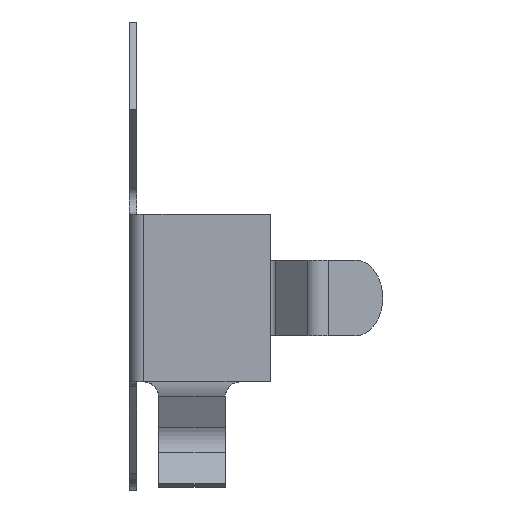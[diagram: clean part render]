
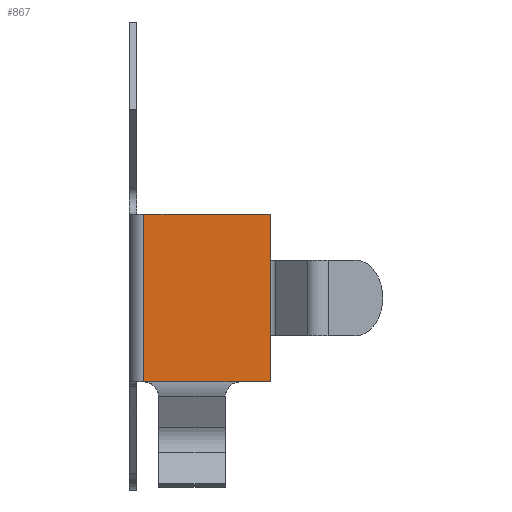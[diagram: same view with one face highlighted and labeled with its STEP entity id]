
A CAD part, left-side view. The second image highlights one B-rep face of the part: STEP entity #867.
In plain terms, the highlighted planar face has unit normal (-1, 0, 0).
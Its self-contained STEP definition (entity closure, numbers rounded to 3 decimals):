
#194 = VERTEX_POINT('',#195);
#195 = CARTESIAN_POINT('',(-5.309,-0.152,2.258));
#504 = EDGE_CURVE('',#194,#505,#507,.T.);
#505 = VERTEX_POINT('',#506);
#506 = CARTESIAN_POINT('',(-5.309,-0.152,5.763));
#507 = LINE('',#508,#509);
#508 = CARTESIAN_POINT('',(-5.309,-0.152,5.763));
#509 = VECTOR('',#510,1.);
#510 = DIRECTION('',(0.,0.,1.));
#559 = EDGE_CURVE('',#560,#562,#564,.T.);
#560 = VERTEX_POINT('',#561);
#561 = CARTESIAN_POINT('',(-5.309,-2.794,2.258));
#562 = VERTEX_POINT('',#563);
#563 = CARTESIAN_POINT('',(-5.309,-2.159,2.258));
#564 = LINE('',#565,#566);
#565 = CARTESIAN_POINT('',(-5.309,0.,2.258));
#566 = VECTOR('',#567,1.);
#567 = DIRECTION('',(0.,1.,0.));
#627 = EDGE_CURVE('',#628,#630,#632,.T.);
#628 = VERTEX_POINT('',#629);
#629 = CARTESIAN_POINT('',(-5.309,-2.794,5.763));
#630 = VERTEX_POINT('',#631);
#631 = CARTESIAN_POINT('',(-5.309,-2.794,4.798));
#632 = LINE('',#633,#634);
#633 = CARTESIAN_POINT('',(-5.309,-2.794,2.258));
#634 = VECTOR('',#635,1.);
#635 = DIRECTION('',(-0.,-0.,-1.));
#692 = VERTEX_POINT('',#693);
#693 = CARTESIAN_POINT('',(-5.309,-2.794,3.223));
#699 = EDGE_CURVE('',#692,#560,#700,.T.);
#700 = LINE('',#701,#702);
#701 = CARTESIAN_POINT('',(-5.309,-2.794,2.258));
#702 = VECTOR('',#703,1.);
#703 = DIRECTION('',(-0.,-0.,-1.));
#867 = ADVANCED_FACE('',(#868),#892,.F.);
#868 = FACE_BOUND('',#869,.T.);
#869 = EDGE_LOOP('',(#870,#871,#877,#878,#879,#885,#886));
#870 = ORIENTED_EDGE('',*,*,#504,.F.);
#871 = ORIENTED_EDGE('',*,*,#872,.T.);
#872 = EDGE_CURVE('',#194,#562,#873,.T.);
#873 = LINE('',#874,#875);
#874 = CARTESIAN_POINT('',(-5.309,-0.457,2.258));
#875 = VECTOR('',#876,1.);
#876 = DIRECTION('',(0.,-1.,0.));
#877 = ORIENTED_EDGE('',*,*,#559,.F.);
#878 = ORIENTED_EDGE('',*,*,#699,.F.);
#879 = ORIENTED_EDGE('',*,*,#880,.F.);
#880 = EDGE_CURVE('',#630,#692,#881,.T.);
#881 = LINE('',#882,#883);
#882 = CARTESIAN_POINT('',(-5.309,-2.794,4.798));
#883 = VECTOR('',#884,1.);
#884 = DIRECTION('',(-0.,-0.,-1.));
#885 = ORIENTED_EDGE('',*,*,#627,.F.);
#886 = ORIENTED_EDGE('',*,*,#887,.F.);
#887 = EDGE_CURVE('',#505,#628,#888,.T.);
#888 = LINE('',#889,#890);
#889 = CARTESIAN_POINT('',(-5.309,-2.794,5.763));
#890 = VECTOR('',#891,1.);
#891 = DIRECTION('',(0.,-1.,-0.));
#892 = PLANE('',#893);
#893 = AXIS2_PLACEMENT_3D('',#894,#895,#896);
#894 = CARTESIAN_POINT('',(-5.309,0.,2.258));
#895 = DIRECTION('',(1.,0.,0.));
#896 = DIRECTION('',(0.,-1.,0.));
